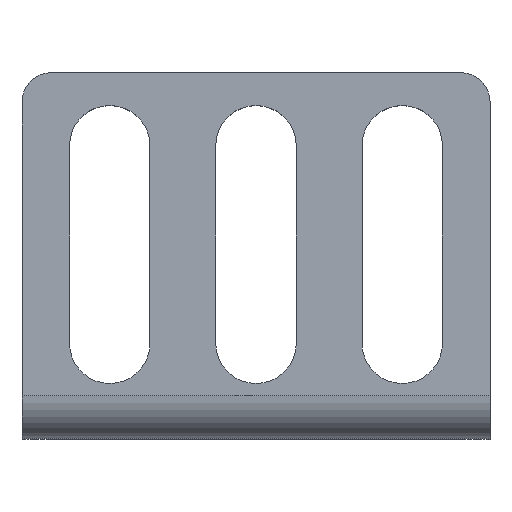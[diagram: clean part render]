
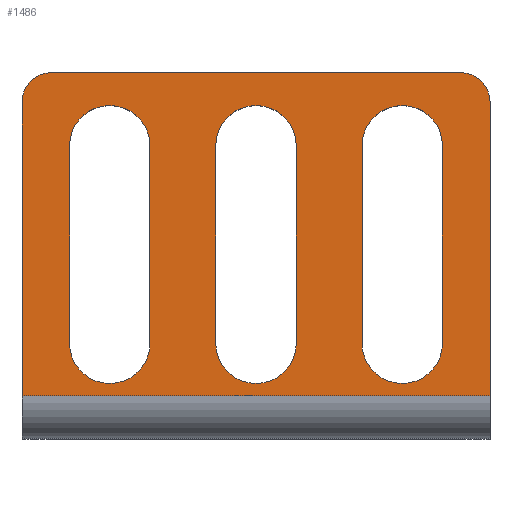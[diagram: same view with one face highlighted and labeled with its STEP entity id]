
A CAD part, top view. The second image highlights one B-rep face of the part: STEP entity #1486.
In plain terms, the highlighted planar face has unit normal (0, 0, 1).
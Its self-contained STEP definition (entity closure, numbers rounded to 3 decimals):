
#352=CARTESIAN_POINT('',(10.,20.,40.));
#353=DIRECTION('',(0.,0.,1.));
#354=DIRECTION('',(1.,0.,0.));
#355=AXIS2_PLACEMENT_3D('',#352,#353,#354);
#357=DIRECTION('',(0.,-1.,0.));
#358=VECTOR('',#357,13.5);
#359=CARTESIAN_POINT('',(7.25,20.,40.));
#360=LINE('',#359,#358);
#361=CARTESIAN_POINT('',(10.,6.5,40.));
#362=DIRECTION('',(0.,0.,1.));
#363=DIRECTION('',(-1.,0.,0.));
#364=AXIS2_PLACEMENT_3D('',#361,#362,#363);
#366=DIRECTION('',(0.,1.,0.));
#367=VECTOR('',#366,13.5);
#368=CARTESIAN_POINT('',(12.75,6.5,40.));
#369=LINE('',#368,#367);
#370=DIRECTION('',(0.,-1.,0.));
#371=VECTOR('',#370,13.5);
#372=CARTESIAN_POINT('',(-12.75,20.,40.));
#373=LINE('',#372,#371);
#374=CARTESIAN_POINT('',(-10.,6.5,40.));
#375=DIRECTION('',(0.,0.,1.));
#376=DIRECTION('',(-1.,0.,0.));
#377=AXIS2_PLACEMENT_3D('',#374,#375,#376);
#379=DIRECTION('',(0.,1.,0.));
#380=VECTOR('',#379,13.5);
#381=CARTESIAN_POINT('',(-7.25,6.5,40.));
#382=LINE('',#381,#380);
#383=CARTESIAN_POINT('',(-10.,20.,40.));
#384=DIRECTION('',(0.,0.,1.));
#385=DIRECTION('',(1.,0.,0.));
#386=AXIS2_PLACEMENT_3D('',#383,#384,#385);
#388=CARTESIAN_POINT('',(0.,20.,40.));
#389=DIRECTION('',(0.,0.,1.));
#390=DIRECTION('',(1.,0.,0.));
#391=AXIS2_PLACEMENT_3D('',#388,#389,#390);
#393=DIRECTION('',(0.,-1.,0.));
#394=VECTOR('',#393,13.5);
#395=CARTESIAN_POINT('',(-2.75,20.,40.));
#396=LINE('',#395,#394);
#397=CARTESIAN_POINT('',(0.,6.5,40.));
#398=DIRECTION('',(0.,0.,1.));
#399=DIRECTION('',(-1.,0.,0.));
#400=AXIS2_PLACEMENT_3D('',#397,#398,#399);
#402=DIRECTION('',(0.,1.,0.));
#403=VECTOR('',#402,13.5);
#404=CARTESIAN_POINT('',(2.75,6.5,40.));
#405=LINE('',#404,#403);
#406=CARTESIAN_POINT('',(14.,23.,40.));
#407=DIRECTION('',(0.,0.,1.));
#408=DIRECTION('',(1.,0.,0.));
#409=AXIS2_PLACEMENT_3D('',#406,#407,#408);
#411=DIRECTION('',(0.,1.,0.));
#412=VECTOR('',#411,20.1);
#413=CARTESIAN_POINT('',(16.,2.9,40.));
#414=LINE('',#413,#412);
#415=DIRECTION('',(0.,-1.,0.));
#416=VECTOR('',#415,20.1);
#417=CARTESIAN_POINT('',(-16.,23.,40.));
#418=LINE('',#417,#416);
#419=CARTESIAN_POINT('',(-14.,23.,40.));
#420=DIRECTION('',(0.,0.,1.));
#421=DIRECTION('',(0.,1.,0.));
#422=AXIS2_PLACEMENT_3D('',#419,#420,#421);
#424=DIRECTION('',(-1.,0.,0.));
#425=VECTOR('',#424,28.);
#426=CARTESIAN_POINT('',(14.,25.,40.));
#427=LINE('',#426,#425);
#696=DIRECTION('',(1.,0.,0.));
#697=VECTOR('',#696,32.);
#698=CARTESIAN_POINT('',(-16.,2.9,40.));
#699=LINE('',#698,#697);
#830=CARTESIAN_POINT('',(-16.,2.9,40.));
#831=CARTESIAN_POINT('',(16.,2.9,40.));
#832=VERTEX_POINT('',#830);
#833=VERTEX_POINT('',#831);
#854=CARTESIAN_POINT('',(12.75,20.,40.));
#855=CARTESIAN_POINT('',(7.25,20.,40.));
#856=VERTEX_POINT('',#854);
#857=VERTEX_POINT('',#855);
#858=CARTESIAN_POINT('',(7.25,6.5,40.));
#859=VERTEX_POINT('',#858);
#860=CARTESIAN_POINT('',(12.75,6.5,40.));
#861=VERTEX_POINT('',#860);
#862=CARTESIAN_POINT('',(-12.75,20.,40.));
#863=CARTESIAN_POINT('',(-12.75,6.5,40.));
#864=VERTEX_POINT('',#862);
#865=VERTEX_POINT('',#863);
#866=CARTESIAN_POINT('',(-7.25,6.5,40.));
#867=VERTEX_POINT('',#866);
#868=CARTESIAN_POINT('',(-7.25,20.,40.));
#869=VERTEX_POINT('',#868);
#878=CARTESIAN_POINT('',(2.75,20.,40.));
#879=CARTESIAN_POINT('',(-2.75,20.,40.));
#880=VERTEX_POINT('',#878);
#881=VERTEX_POINT('',#879);
#882=CARTESIAN_POINT('',(-2.75,6.5,40.));
#883=VERTEX_POINT('',#882);
#884=CARTESIAN_POINT('',(2.75,6.5,40.));
#885=VERTEX_POINT('',#884);
#890=CARTESIAN_POINT('',(16.,23.,40.));
#891=VERTEX_POINT('',#890);
#892=CARTESIAN_POINT('',(14.,25.,40.));
#893=VERTEX_POINT('',#892);
#898=CARTESIAN_POINT('',(-14.,25.,40.));
#899=VERTEX_POINT('',#898);
#900=CARTESIAN_POINT('',(-16.,23.,40.));
#901=VERTEX_POINT('',#900);
#1441=CARTESIAN_POINT('',(-8.397,1.9,40.));
#1442=DIRECTION('',(0.,0.,1.));
#1443=DIRECTION('',(1.,0.,0.));
#1444=AXIS2_PLACEMENT_3D('',#1441,#1442,#1443);
#1445=PLANE('',#1444);
#1447=ORIENTED_EDGE('',*,*,#1446,.F.);
#1449=ORIENTED_EDGE('',*,*,#1448,.F.);
#1451=ORIENTED_EDGE('',*,*,#1450,.F.);
#1453=ORIENTED_EDGE('',*,*,#1452,.F.);
#1455=ORIENTED_EDGE('',*,*,#1454,.F.);
#1457=ORIENTED_EDGE('',*,*,#1456,.F.);
#1458=EDGE_LOOP('',(#1447,#1449,#1451,#1453,#1455,#1457));
#1459=FACE_OUTER_BOUND('',#1458,.F.);
#1461=ORIENTED_EDGE('',*,*,#1460,.T.);
#1463=ORIENTED_EDGE('',*,*,#1462,.T.);
#1465=ORIENTED_EDGE('',*,*,#1464,.T.);
#1467=ORIENTED_EDGE('',*,*,#1466,.T.);
#1468=EDGE_LOOP('',(#1461,#1463,#1465,#1467));
#1469=FACE_BOUND('',#1468,.F.);
#1471=ORIENTED_EDGE('',*,*,#1470,.T.);
#1473=ORIENTED_EDGE('',*,*,#1472,.T.);
#1475=ORIENTED_EDGE('',*,*,#1474,.T.);
#1477=ORIENTED_EDGE('',*,*,#1476,.T.);
#1478=EDGE_LOOP('',(#1471,#1473,#1475,#1477));
#1479=FACE_BOUND('',#1478,.F.);
#1480=ORIENTED_EDGE('',*,*,#1393,.T.);
#1481=ORIENTED_EDGE('',*,*,#1408,.T.);
#1482=ORIENTED_EDGE('',*,*,#1422,.T.);
#1483=ORIENTED_EDGE('',*,*,#1435,.T.);
#1484=EDGE_LOOP('',(#1480,#1481,#1482,#1483));
#1485=FACE_BOUND('',#1484,.F.);
#1486=ADVANCED_FACE('',(#1459,#1469,#1479,#1485),#1445,.T.);
#356=CIRCLE('',#355,2.75);
#365=CIRCLE('',#364,2.75);
#378=CIRCLE('',#377,2.75);
#387=CIRCLE('',#386,2.75);
#392=CIRCLE('',#391,2.75);
#401=CIRCLE('',#400,2.75);
#410=CIRCLE('',#409,2.);
#423=CIRCLE('',#422,2.);
#1393=EDGE_CURVE('',#856,#857,#356,.T.);
#1408=EDGE_CURVE('',#857,#859,#360,.T.);
#1422=EDGE_CURVE('',#859,#861,#365,.T.);
#1435=EDGE_CURVE('',#861,#856,#369,.T.);
#1446=EDGE_CURVE('',#891,#893,#410,.T.);
#1448=EDGE_CURVE('',#833,#891,#414,.T.);
#1450=EDGE_CURVE('',#832,#833,#699,.T.);
#1452=EDGE_CURVE('',#901,#832,#418,.T.);
#1454=EDGE_CURVE('',#899,#901,#423,.T.);
#1456=EDGE_CURVE('',#893,#899,#427,.T.);
#1460=EDGE_CURVE('',#864,#865,#373,.T.);
#1462=EDGE_CURVE('',#865,#867,#378,.T.);
#1464=EDGE_CURVE('',#867,#869,#382,.T.);
#1466=EDGE_CURVE('',#869,#864,#387,.T.);
#1470=EDGE_CURVE('',#880,#881,#392,.T.);
#1472=EDGE_CURVE('',#881,#883,#396,.T.);
#1474=EDGE_CURVE('',#883,#885,#401,.T.);
#1476=EDGE_CURVE('',#885,#880,#405,.T.);
